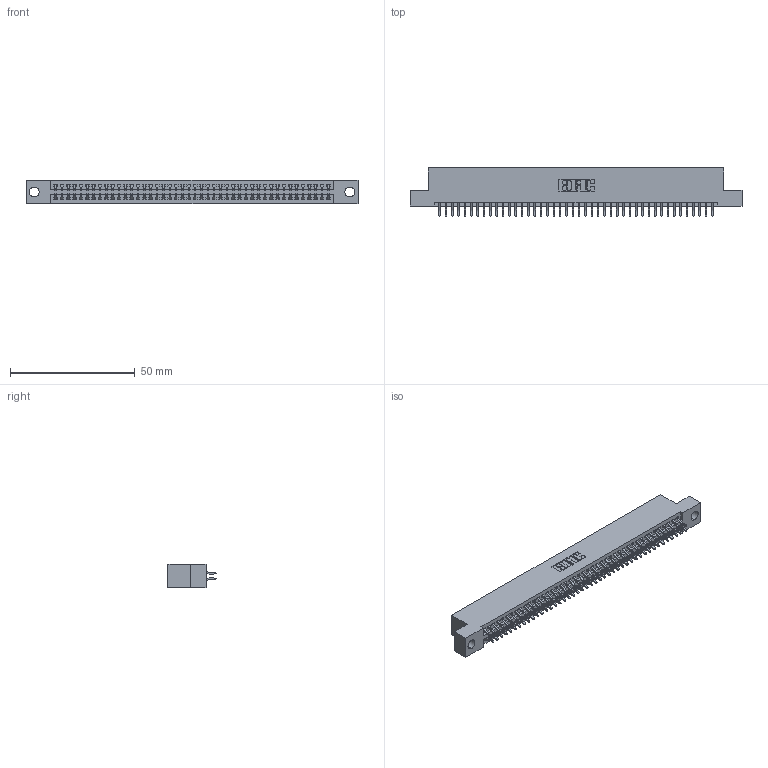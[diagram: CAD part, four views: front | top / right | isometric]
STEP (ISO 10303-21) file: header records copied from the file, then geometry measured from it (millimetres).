
FILE_DESCRIPTION (( 'STEP AP203' ), '1' );
FILE_NAME ('345-088-556-204.STEP', '2018-10-04T14:42:30', ( '' ), ( '' ), 'SwSTEP 2.0', 'SolidWorks 2016', '' );
FILE_SCHEMA (( 'CONFIG_CONTROL_DESIGN' ));
Length unit declared in the file: inch
Products named in the file (3): 345-088-556-204; 345-292-001_556 Tail; 345 Part_Flush Mounting Lugs - 0.156 Dia-TH
Assembly tree (89 placements, depth 2):
  345-088-556-204
    345 Part_Flush Mounting Lugs - 0.156 Dia-TH
    345-292-001_556 Tail  x88
Bounding box: 132.97 x 19.24 x 9.4 mm (x, y, z)
Volume: 12844 mm3; surface area: 18762.4 mm2
Topology: 89 solids, 89 shells, 5054 faces, 15037 edges, 9906 vertices
Faces by surface type: plane 3336, cylinder 1718
Entity records: 34477 total; most frequent: CARTESIAN_POINT 5792, ORIENTED_EDGE 5714, DIRECTION 5093, EDGE_CURVE 2857, LINE 2541, VECTOR 2541, VERTEX_POINT 1902, AXIS2_PLACEMENT_3D 1276
